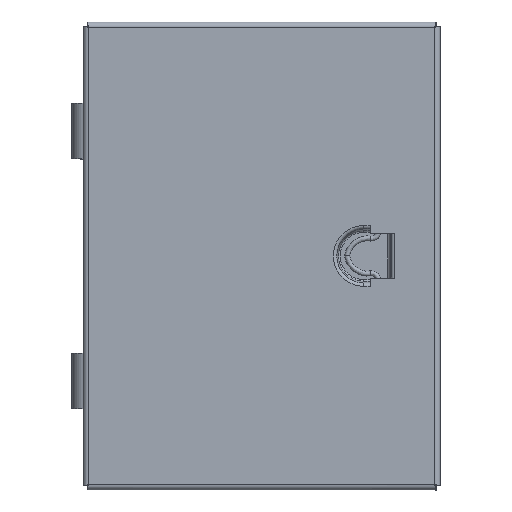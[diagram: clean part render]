
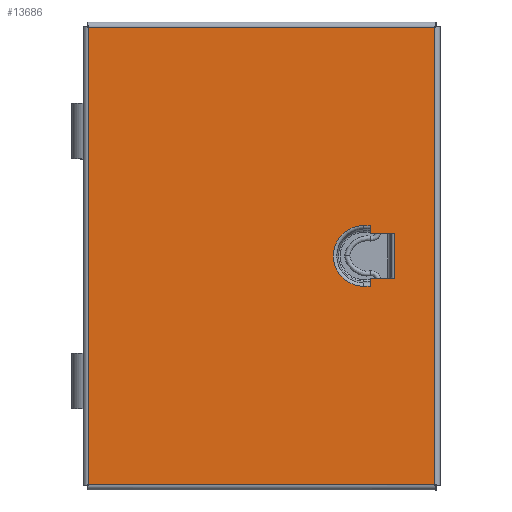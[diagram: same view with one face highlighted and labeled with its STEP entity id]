
A CAD part, top view. The second image highlights one B-rep face of the part: STEP entity #13686.
In plain terms, the highlighted planar face has unit normal (0, 0, 1).
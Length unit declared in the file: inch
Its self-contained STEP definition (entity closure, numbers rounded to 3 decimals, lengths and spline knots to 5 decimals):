
#1473=LINE($,#23221,#2725);
#1477=LINE($,#23232,#2729);
#1478=LINE($,#23241,#2730);
#1481=LINE($,#23247,#2733);
#1482=LINE($,#23249,#2734);
#1484=LINE($,#23253,#2736);
#1488=LINE($,#23259,#2740);
#1496=LINE($,#23286,#2748);
#1511=LINE($,#23385,#2763);
#1525=LINE($,#23483,#2777);
#1539=LINE($,#23580,#2791);
#2725=VECTOR($,#17925,0.8125);
#2729=VECTOR($,#17935,0.115);
#2730=VECTOR($,#17948,0.115);
#2733=VECTOR($,#17953,0.14171);
#2734=VECTOR($,#17956,0.43296);
#2736=VECTOR($,#17960,0.14171);
#2740=VECTOR($,#17966,0.43296);
#2748=VECTOR($,#17982,8.25);
#2763=VECTOR($,#18011,6.25);
#2777=VECTOR($,#18039,8.25);
#2791=VECTOR($,#18067,6.25);
#3260=PLANE($,#14743);
#3649=FACE_BOUND($,#5271,.T.);
#3650=FACE_BOUND($,#5272,.T.);
#5271=EDGE_LOOP($,(#12126,#12127,#12128,#12129,#12130,#12131,#12132,#12133));
#5272=EDGE_LOOP($,(#12134,#12135,#12136,#12137));
#5602=CIRCLE($,#14705,0.54796);
#6657=VERTEX_POINT($,#23214);
#6660=VERTEX_POINT($,#23219);
#6663=VERTEX_POINT($,#23229);
#6664=VERTEX_POINT($,#23231);
#6665=VERTEX_POINT($,#23235);
#6666=VERTEX_POINT($,#23239);
#6668=VERTEX_POINT($,#23245);
#6669=VERTEX_POINT($,#23252);
#6677=VERTEX_POINT($,#23277);
#6678=VERTEX_POINT($,#23285);
#6687=VERTEX_POINT($,#23377);
#6696=VERTEX_POINT($,#23475);
#8361=EDGE_CURVE($,#6660,#6657,#1473,.T.);
#8366=EDGE_CURVE($,#6663,#6664,#1477,.T.);
#8369=EDGE_CURVE($,#6665,#6663,#5602,.T.);
#8371=EDGE_CURVE($,#6666,#6665,#1478,.T.);
#8374=EDGE_CURVE($,#6666,#6668,#1481,.T.);
#8375=EDGE_CURVE($,#6657,#6668,#1482,.T.);
#8377=EDGE_CURVE($,#6664,#6669,#1484,.T.);
#8381=EDGE_CURVE($,#6660,#6669,#1488,.T.);
#8390=EDGE_CURVE($,#6677,#6678,#1496,.T.);
#8409=EDGE_CURVE($,#6687,#6677,#1511,.T.);
#8427=EDGE_CURVE($,#6696,#6687,#1525,.T.);
#8445=EDGE_CURVE($,#6678,#6696,#1539,.T.);
#12126=ORIENTED_EDGE($,*,*,#8381,.T.);
#12127=ORIENTED_EDGE($,*,*,#8377,.F.);
#12128=ORIENTED_EDGE($,*,*,#8366,.F.);
#12129=ORIENTED_EDGE($,*,*,#8369,.F.);
#12130=ORIENTED_EDGE($,*,*,#8371,.F.);
#12131=ORIENTED_EDGE($,*,*,#8374,.T.);
#12132=ORIENTED_EDGE($,*,*,#8375,.F.);
#12133=ORIENTED_EDGE($,*,*,#8361,.F.);
#12134=ORIENTED_EDGE($,*,*,#8427,.F.);
#12135=ORIENTED_EDGE($,*,*,#8445,.F.);
#12136=ORIENTED_EDGE($,*,*,#8390,.F.);
#12137=ORIENTED_EDGE($,*,*,#8409,.F.);
#13686=ADVANCED_FACE($,(#3649,#3650),#3260,.T.);
#14705=AXIS2_PLACEMENT_3D($,#23237,#17942,#17943);
#14743=AXIS2_PLACEMENT_3D($,#23665,#18091,#18092);
#17925=DIRECTION($,(0.,1.,0.));
#17935=DIRECTION($,(1.,0.,0.));
#17942=DIRECTION('center_axis',(0.,0.,1.));
#17943=DIRECTION('ref_axis',(-1.,0.,0.));
#17948=DIRECTION($,(-1.,0.,0.));
#17953=DIRECTION($,(0.,-1.,0.));
#17956=DIRECTION($,(-1.,0.,0.));
#17960=DIRECTION($,(0.,1.,0.));
#17966=DIRECTION($,(-1.,0.,0.));
#17982=DIRECTION($,(0.,1.,0.));
#18011=DIRECTION($,(-1.,0.,0.));
#18039=DIRECTION($,(0.,-1.,0.));
#18067=DIRECTION($,(1.,0.,0.));
#18091=DIRECTION('center_axis',(0.,0.,1.));
#18092=DIRECTION('ref_axis',(1.,0.,0.));
#23214=CARTESIAN_POINT('',(2.39121,0.40625,0.062));
#23219=CARTESIAN_POINT('',(2.39121,-0.40625,0.062));
#23221=CARTESIAN_POINT($,(2.39121,-0.25,0.062));
#23229=CARTESIAN_POINT('',(1.84325,-0.54796,0.062));
#23231=CARTESIAN_POINT('',(1.95825,-0.54796,0.062));
#23232=CARTESIAN_POINT($,(0.92162,-0.54796,0.062));
#23235=CARTESIAN_POINT('',(1.84325,0.54796,0.062));
#23237=CARTESIAN_POINT('Origin',(1.84325,0.,0.062));
#23239=CARTESIAN_POINT('',(1.95825,0.54796,0.062));
#23241=CARTESIAN_POINT($,(1.17163,0.54796,0.062));
#23245=CARTESIAN_POINT('',(1.95825,0.40625,0.062));
#23247=CARTESIAN_POINT($,(1.95825,0.5,0.062));
#23249=CARTESIAN_POINT($,(1.17163,0.40625,0.062));
#23252=CARTESIAN_POINT('',(1.95825,-0.40625,0.062));
#23253=CARTESIAN_POINT($,(1.95825,-0.25,0.062));
#23259=CARTESIAN_POINT($,(2.34325,-0.40625,0.062));
#23277=CARTESIAN_POINT('',(-3.125,-4.125,0.062));
#23285=CARTESIAN_POINT('',(-3.125,4.125,0.062));
#23286=CARTESIAN_POINT($,(-3.125,-4.125,0.062));
#23377=CARTESIAN_POINT('',(3.125,-4.125,0.062));
#23385=CARTESIAN_POINT($,(3.125,-4.125,0.062));
#23475=CARTESIAN_POINT('',(3.125,4.125,0.062));
#23483=CARTESIAN_POINT($,(3.125,4.125,0.062));
#23580=CARTESIAN_POINT($,(-3.125,4.125,0.062));
#23665=CARTESIAN_POINT('Origin',(0.,0.,
0.062));
